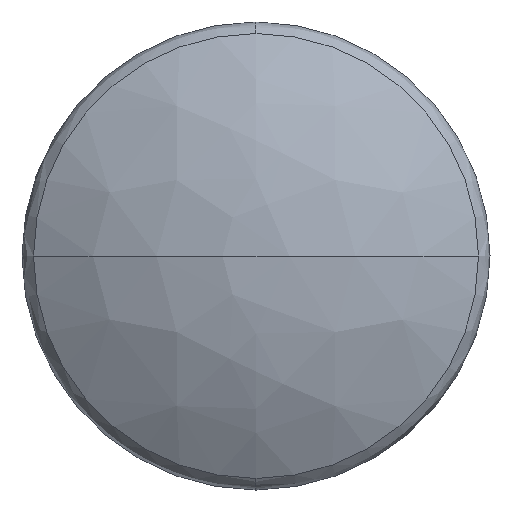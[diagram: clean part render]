
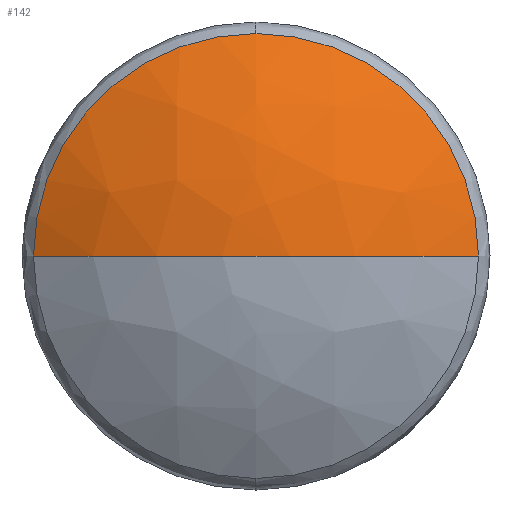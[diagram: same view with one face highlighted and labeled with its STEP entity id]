
A CAD part, left-side view. The second image highlights one B-rep face of the part: STEP entity #142.
In plain terms, the highlighted free-form (B-spline) face has degree [3, 3] with [4, 4] control points.
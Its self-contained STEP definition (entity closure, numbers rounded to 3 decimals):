
#30 = ORIENTED_EDGE ( 'NONE', *, *, #1156, .T. ) ;
#53 = VERTEX_POINT ( 'NONE', #316 ) ;
#142 = ADVANCED_FACE ( 'NONE', ( #1000 ), #1265, .T. ) ;
#147 = VERTEX_POINT ( 'NONE', #717 ) ;
#202 = ORIENTED_EDGE ( 'NONE', *, *, #572, .F. ) ;
#316 = CARTESIAN_POINT ( 'NONE',  ( -3.785, -14.303, 2.33 ) ) ;
#360 = ORIENTED_EDGE ( 'NONE', *, *, #620, .F. ) ;
#409 = AXIS2_PLACEMENT_3D ( 'NONE', #500, #1177, #859 ) ;
#442 = CARTESIAN_POINT ( 'NONE',  ( -3.785, -11.973, 0. ) ) ;
#500 = CARTESIAN_POINT ( 'NONE',  ( -3.785, -14.303, 0. ) ) ;
#529 = AXIS2_PLACEMENT_3D ( 'NONE', #1088, #1067, #941 ) ;
#572 = EDGE_CURVE ( 'NONE', #53, #147, #670, .T. ) ;
#620 = EDGE_CURVE ( 'NONE', #871, #53, #1166, .T. ) ;
#666 = DIRECTION ( 'NONE',  ( 0., 0., 1. ) ) ;
#670 = CIRCLE ( 'NONE', #409, 2.33 ) ;
#704 = AXIS2_PLACEMENT_3D ( 'NONE', #1175, #666, #1158 ) ;
#717 = CARTESIAN_POINT ( 'NONE',  ( -3.785, -16.634, 0. ) ) ;
#794 = CARTESIAN_POINT ( 'NONE',  ( -3.204, -16.659, 1.987 ) ) ;
#798 = CARTESIAN_POINT ( 'NONE',  ( -3.576, -16.659, 1.386 ) ) ;
#806 = CARTESIAN_POINT ( 'NONE',  ( -3.77, -16.659, 0.707 ) ) ;
#816 = CARTESIAN_POINT ( 'NONE',  ( -3.77, -16.659, 0. ) ) ;
#833 = CARTESIAN_POINT ( 'NONE',  ( -3.99, -15.177, 2.475 ) ) ;
#841 = CARTESIAN_POINT ( 'NONE',  ( -4.454, -15.177, 1.727 ) ) ;
#844 = CARTESIAN_POINT ( 'NONE',  ( -4.695, -15.177, 0.88 ) ) ;
#850 = CARTESIAN_POINT ( 'NONE',  ( -4.695, -15.177, 0. ) ) ;
#859 = DIRECTION ( 'NONE',  ( 0., 0., -1. ) ) ;
#871 = VERTEX_POINT ( 'NONE', #442 ) ;
#904 = CARTESIAN_POINT ( 'NONE',  ( -3.99, -13.43, 2.475 ) ) ;
#914 = CARTESIAN_POINT ( 'NONE',  ( -4.454, -13.43, 1.727 ) ) ;
#919 = CARTESIAN_POINT ( 'NONE',  ( -4.695, -13.43, 0.88 ) ) ;
#930 = CARTESIAN_POINT ( 'NONE',  ( -4.695, -13.43, 0. ) ) ;
#935 = CARTESIAN_POINT ( 'NONE',  ( -3.204, -11.948, 1.987 ) ) ;
#941 = DIRECTION ( 'NONE',  ( 0., 0., -1. ) ) ;
#942 = CARTESIAN_POINT ( 'NONE',  ( -3.576, -11.948, 1.386 ) ) ;
#955 = CIRCLE ( 'NONE', #704, 4.445 ) ;
#1000 = FACE_OUTER_BOUND ( 'NONE', #1176, .T. ) ;
#1006 = CARTESIAN_POINT ( 'NONE',  ( -3.77, -11.948, 0.707 ) ) ;
#1042 = CARTESIAN_POINT ( 'NONE',  ( -3.77, -11.948, 0. ) ) ;
#1067 = DIRECTION ( 'NONE',  ( 1., 0., 0. ) ) ;
#1088 = CARTESIAN_POINT ( 'NONE',  ( -3.785, -14.303, 0. ) ) ;
#1156 = EDGE_CURVE ( 'NONE', #871, #147, #955, .T. ) ;
#1158 = DIRECTION ( 'NONE',  ( 0., 1., 0. ) ) ;
#1166 = CIRCLE ( 'NONE', #529, 2.33 ) ;
#1175 = CARTESIAN_POINT ( 'NONE',  ( 0., -14.303, 0. ) ) ;
#1176 = EDGE_LOOP ( 'NONE', ( #360, #30, #202 ) ) ;
#1177 = DIRECTION ( 'NONE',  ( 1., 0., 0. ) ) ;
#1265 =( BOUNDED_SURFACE ( )  B_SPLINE_SURFACE ( 3, 3, ( 
 ( #1042, #1006, #942, #935 ),
 ( #930, #919, #914, #904 ),
 ( #850, #844, #841, #833 ),
 ( #816, #806, #798, #794 ) ),
 .UNSPECIFIED., .F., .F., .T. ) 
 B_SPLINE_SURFACE_WITH_KNOTS ( ( 4, 4 ),
 ( 4, 4 ),
 ( 0., 1. ),
 ( 0., 1. ),
 .UNSPECIFIED. ) 
 GEOMETRIC_REPRESENTATION_ITEM ( )  RATIONAL_B_SPLINE_SURFACE ( (
 ( 1., 0.974, 0.974, 1.),
 ( 0.899, 0.876, 0.876, 0.899),
 ( 0.899, 0.876, 0.876, 0.899),
 ( 1., 0.974, 0.974, 1.) ) ) 
 REPRESENTATION_ITEM ( '' )  SURFACE ( )  );
